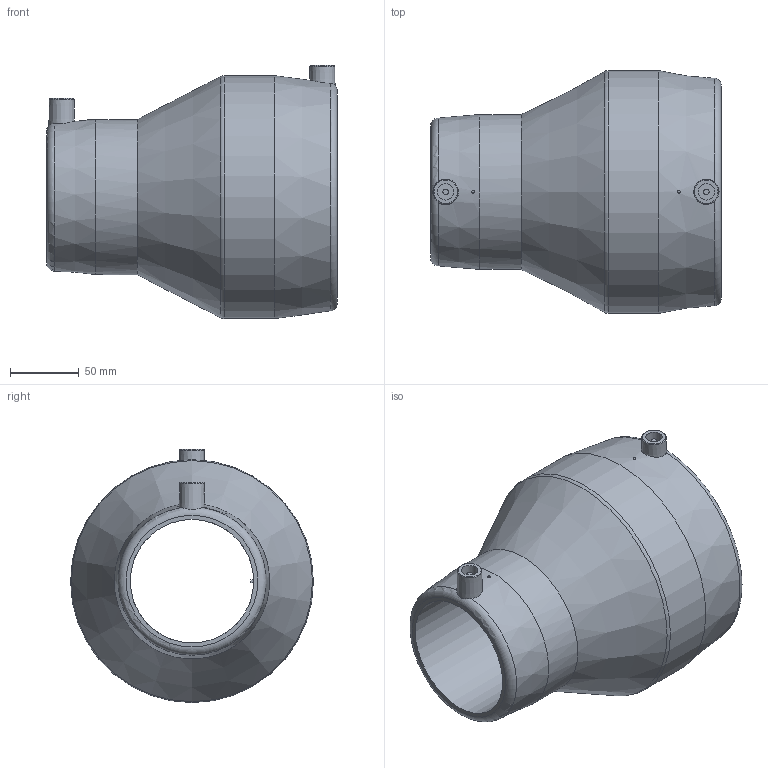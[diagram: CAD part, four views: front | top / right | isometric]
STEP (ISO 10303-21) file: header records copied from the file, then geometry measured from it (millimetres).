
FILE_DESCRIPTION(/* description */ ('Unknown'),/* implementation_level */ '2;1');
FILE_NAME(/* name */ 'REP140090C',/* time_stamp */ '2021-05-24T15:23:32+02:00',/* author */ ('Unknown'),/* organization */ ('Unknown'),/* preprocessor_version */ 'ST-DEVELOPER v16.7',/* originating_system */ 'Solid Edge',/* authorisation */ 'Unknown');
FILE_SCHEMA (('AUTOMOTIVE_DESIGN {1 0 10303 214 3 1 1}'));
Length unit declared in the file: millimetre
Products named in the file (1): REP140090C
Bounding box: 212 x 177 x 184.5 mm (x, y, z)
Volume: 1398985.3 mm3; surface area: 189134 mm2
Topology: 1 solids, 1 shells, 36 faces, 79 edges, 50 vertices
Faces by surface type: plane 15, cylinder 10, cone 6, torus 5
Full cylindrical faces by diameter (mm): 2 x2, 4 x2, 12 x2, 90 x1, 113 x1, 140 x1, 177 x1
Entity records: 848 total; most frequent: CARTESIAN_POINT 176, DIRECTION 142, ORIENTED_EDGE 90, AXIS2_PLACEMENT_3D 66, EDGE_LOOP 65, FACE_BOUND 65, EDGE_CURVE 45, VERTEX_POINT 38
